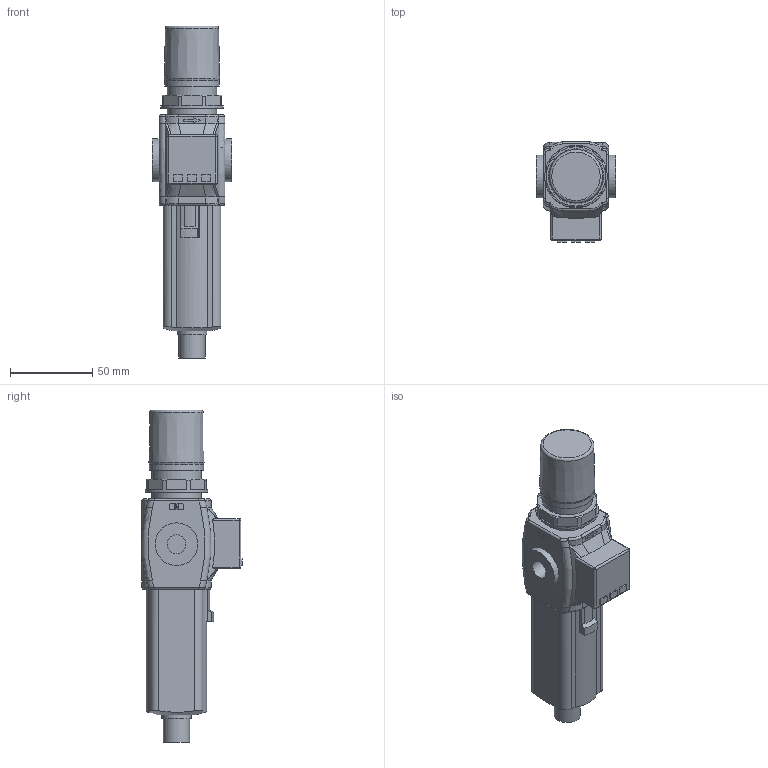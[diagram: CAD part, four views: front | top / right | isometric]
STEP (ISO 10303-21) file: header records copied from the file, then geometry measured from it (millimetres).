
FILE_DESCRIPTION((''),'2;1');
FILE_NAME('#171BEP##.stp','2013-09-24T13:38:31',('valotma1'),(''),'Autodesk Inventor 2013','Autodesk Inventor 2013','');
FILE_SCHEMA(('AUTOMOTIVE_DESIGN { 1 0 10303 214 1 1 1 1 }'));
Length unit declared in the file: millimetre
Products named in the file (3): #171BEP##; 1701-012G
Assembly tree (2 placements, depth 2):
  #171BEP##
    #171BEP##
    1701-012G
Bounding box: 48 x 60.8 x 201.6 mm (x, y, z)
Volume: 245498 mm3; surface area: 37780.4 mm2
Topology: 2 solids, 3 shells, 391 faces, 938 edges, 595 vertices
Faces by surface type: plane 188, cylinder 128, bspline 37, torus 22, cone 12, sphere 4
Full cylindrical faces by diameter (mm): 4 x1, 11.445 x2, 11.5 x1, 16 x1, 18 x1, 26 x2, 28.5 x1, 30 x1, 31 x1, 33 x1, 38 x1
Entity records: 12223 total; most frequent: CARTESIAN_POINT 3166, ORIENTED_EDGE 1834, DIRECTION 1790, EDGE_CURVE 917, AXIS2_PLACEMENT_3D 642, VERTEX_POINT 593, VECTOR 506, LINE 506
